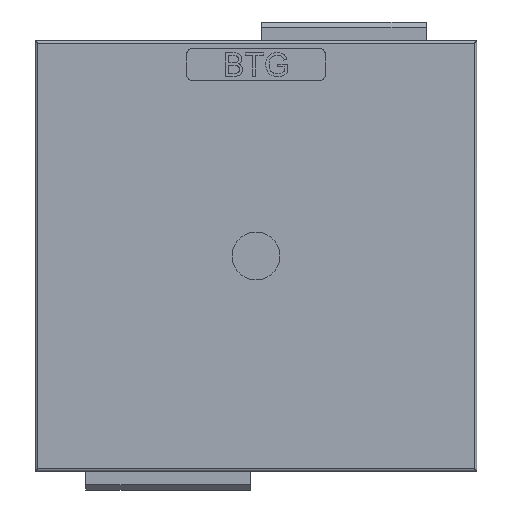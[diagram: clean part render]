
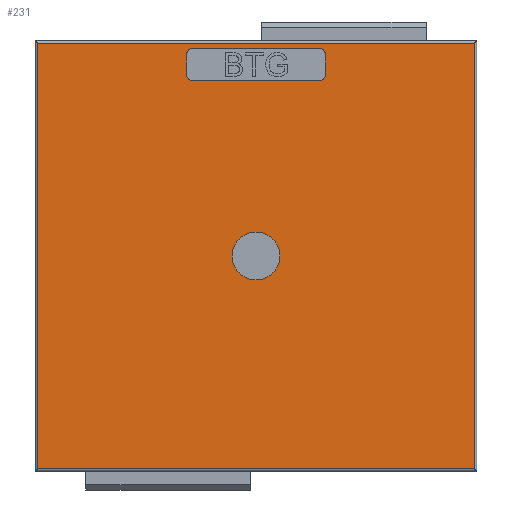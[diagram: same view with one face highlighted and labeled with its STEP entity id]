
A CAD part, front view. The second image highlights one B-rep face of the part: STEP entity #231.
In plain terms, the highlighted planar face has unit normal (0, -1, 0).
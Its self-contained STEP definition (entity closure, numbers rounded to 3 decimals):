
#231=ADVANCED_FACE('NONE',(#560,#561,#562),#563,.T.);
#560=FACE_OUTER_BOUND('',#986,.T.);
#561=FACE_BOUND('',#987,.T.);
#562=FACE_BOUND('',#988,.T.);
#563=PLANE('',#989);
#986=EDGE_LOOP('',(#2264,#2265,#2266,#2267));
#987=EDGE_LOOP('',(#2268,#2269,#2270,#2271,#2272,#2273,#2274,#2275));
#988=EDGE_LOOP('',(#2276,#2277));
#989=AXIS2_PLACEMENT_3D('',#2278,#2279,#2280);
#2264=ORIENTED_EDGE('',*,*,#3323,.T.);
#2265=ORIENTED_EDGE('',*,*,#3324,.T.);
#2266=ORIENTED_EDGE('',*,*,#3325,.T.);
#2267=ORIENTED_EDGE('',*,*,#3326,.T.);
#2268=ORIENTED_EDGE('',*,*,#3327,.F.);
#2269=ORIENTED_EDGE('',*,*,#3328,.F.);
#2270=ORIENTED_EDGE('',*,*,#3329,.F.);
#2271=ORIENTED_EDGE('',*,*,#3330,.F.);
#2272=ORIENTED_EDGE('',*,*,#3331,.F.);
#2273=ORIENTED_EDGE('',*,*,#3332,.F.);
#2274=ORIENTED_EDGE('',*,*,#3333,.F.);
#2275=ORIENTED_EDGE('',*,*,#3334,.F.);
#2276=ORIENTED_EDGE('',*,*,#3335,.F.);
#2277=ORIENTED_EDGE('',*,*,#3107,.F.);
#2278=CARTESIAN_POINT('',(-20.75,0.0,-20.25));
#2279=DIRECTION('',(0.0,-1.0,0.0));
#2280=DIRECTION('',(0.0,0.0,-1.0));
#3107=EDGE_CURVE('NONE',#3615,#3617,#3618,.T.);
#3323=EDGE_CURVE('NONE',#3978,#3979,#3980,.T.);
#3324=EDGE_CURVE('NONE',#3979,#3981,#3982,.T.);
#3325=EDGE_CURVE('NONE',#3981,#3983,#3984,.T.);
#3326=EDGE_CURVE('NONE',#3983,#3978,#3985,.T.);
#3327=EDGE_CURVE('NONE',#3986,#3987,#3988,.T.);
#3328=EDGE_CURVE('NONE',#3989,#3986,#3990,.T.);
#3329=EDGE_CURVE('NONE',#3991,#3989,#3992,.T.);
#3330=EDGE_CURVE('NONE',#3993,#3991,#3994,.T.);
#3331=EDGE_CURVE('NONE',#3995,#3993,#3996,.T.);
#3332=EDGE_CURVE('NONE',#3997,#3995,#3998,.T.);
#3333=EDGE_CURVE('NONE',#3999,#3997,#4000,.T.);
#3334=EDGE_CURVE('NONE',#3987,#3999,#4001,.T.);
#3335=EDGE_CURVE('NONE',#3617,#3615,#4002,.T.);
#3615=VERTEX_POINT('NONE',#4360);
#3617=VERTEX_POINT('NONE',#4363);
#3618=CIRCLE('',#4364,2.25);
#3978=VERTEX_POINT('NONE',#5092);
#3979=VERTEX_POINT('NONE',#5093);
#3980=LINE('',#5094,#5095);
#3981=VERTEX_POINT('NONE',#5096);
#3982=LINE('',#5097,#5098);
#3983=VERTEX_POINT('NONE',#5099);
#3984=LINE('',#5100,#5101);
#3985=LINE('',#5102,#5103);
#3986=VERTEX_POINT('NONE',#5104);
#3987=VERTEX_POINT('NONE',#5105);
#3988=CIRCLE('',#5106,0.5);
#3989=VERTEX_POINT('NONE',#5107);
#3990=LINE('',#5108,#5109);
#3991=VERTEX_POINT('NONE',#5110);
#3992=CIRCLE('',#5111,0.5);
#3993=VERTEX_POINT('NONE',#5112);
#3994=LINE('',#5113,#5114);
#3995=VERTEX_POINT('NONE',#5115);
#3996=CIRCLE('',#5116,0.5);
#3997=VERTEX_POINT('NONE',#5117);
#3998=LINE('',#5118,#5119);
#3999=VERTEX_POINT('NONE',#5120);
#4000=CIRCLE('',#5121,0.5);
#4001=LINE('',#5122,#5123);
#4002=CIRCLE('',#5124,2.25);
#4360=CARTESIAN_POINT('',(0.,0.0,2.25));
#4363=CARTESIAN_POINT('',(0.0,0.0,-2.25));
#4364=AXIS2_PLACEMENT_3D('',#6012,#6013,#6014);
#5092=CARTESIAN_POINT('',(20.5,0.0,20.0));
#5093=CARTESIAN_POINT('',(-20.5,0.0,20.0));
#5094=CARTESIAN_POINT('',(-20.75,0.0,20.0));
#5095=VECTOR('',#6203,1000.0);
#5096=CARTESIAN_POINT('',(-20.5,0.0,-20.0));
#5097=CARTESIAN_POINT('',(-20.5,0.0,-20.25));
#5098=VECTOR('',#6204,1000.0);
#5099=CARTESIAN_POINT('',(20.5,0.0,-20.0));
#5100=CARTESIAN_POINT('',(20.75,0.0,-20.0));
#5101=VECTOR('',#6205,1000.0);
#5102=CARTESIAN_POINT('',(20.5,0.0,20.25));
#5103=VECTOR('',#6206,1000.0);
#5104=CARTESIAN_POINT('',(-6.0,0.0,19.5));
#5105=CARTESIAN_POINT('',(-6.5,0.0,19.0));
#5106=AXIS2_PLACEMENT_3D('',#6207,#6208,#6209);
#5107=CARTESIAN_POINT('',(6.0,0.0,19.5));
#5108=CARTESIAN_POINT('',(-6.0,0.0,19.5));
#5109=VECTOR('',#6210,1000.0);
#5110=CARTESIAN_POINT('',(6.5,0.0,19.0));
#5111=AXIS2_PLACEMENT_3D('',#6211,#6212,#6213);
#5112=CARTESIAN_POINT('',(6.5,0.0,17.0));
#5113=CARTESIAN_POINT('',(6.5,0.0,19.0));
#5114=VECTOR('',#6214,1000.0);
#5115=CARTESIAN_POINT('',(6.0,0.0,16.5));
#5116=AXIS2_PLACEMENT_3D('',#6215,#6216,#6217);
#5117=CARTESIAN_POINT('',(-6.0,0.0,16.5));
#5118=CARTESIAN_POINT('',(-6.0,0.0,16.5));
#5119=VECTOR('',#6218,1000.0);
#5120=CARTESIAN_POINT('',(-6.5,0.0,17.0));
#5121=AXIS2_PLACEMENT_3D('',#6219,#6220,#6221);
#5122=CARTESIAN_POINT('',(-6.5,0.0,19.0));
#5123=VECTOR('',#6222,1000.0);
#5124=AXIS2_PLACEMENT_3D('',#6223,#6224,#6225);
#6012=CARTESIAN_POINT('',(0.0,0.0,0.0));
#6013=DIRECTION('',(0.0,-1.0,0.0));
#6014=DIRECTION('',(0.0,0.0,-1.0));
#6203=DIRECTION('',(-1.0,-0.0,0.0));
#6204=DIRECTION('',(-0.0,-0.0,-1.0));
#6205=DIRECTION('',(1.0,-0.0,-0.0));
#6206=DIRECTION('',(0.,-0.0,1.0));
#6207=CARTESIAN_POINT('',(-6.0,0.0,19.0));
#6208=DIRECTION('',(0.0,-1.0,0.0));
#6209=DIRECTION('',(0.0,0.0,-1.0));
#6210=DIRECTION('',(-1.0,-0.0,-0.0));
#6211=CARTESIAN_POINT('',(6.0,0.0,19.0));
#6212=DIRECTION('',(0.0,-1.0,0.0));
#6213=DIRECTION('',(0.0,0.0,1.0));
#6214=DIRECTION('',(-0.0,-0.0,1.0));
#6215=CARTESIAN_POINT('',(6.0,0.0,17.0));
#6216=DIRECTION('',(0.0,-1.0,0.0));
#6217=DIRECTION('',(0.0,0.0,-1.0));
#6218=DIRECTION('',(1.0,0.0,0.0));
#6219=CARTESIAN_POINT('',(-6.0,0.0,17.0));
#6220=DIRECTION('',(0.0,-1.0,0.0));
#6221=DIRECTION('',(0.0,0.0,-1.0));
#6222=DIRECTION('',(0.0,0.0,-1.0));
#6223=CARTESIAN_POINT('',(0.0,0.0,0.0));
#6224=DIRECTION('',(0.0,-1.0,0.0));
#6225=DIRECTION('',(0.0,0.0,-1.0));
